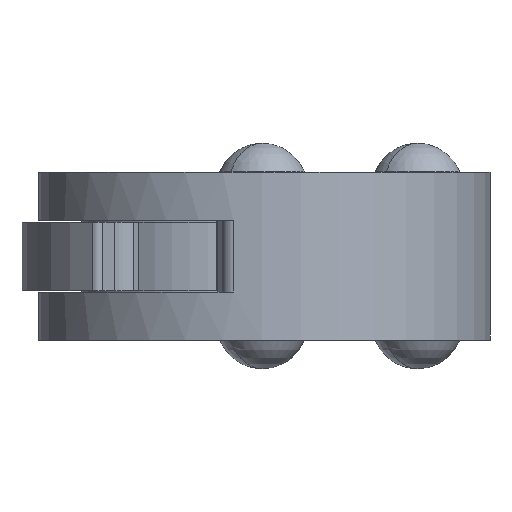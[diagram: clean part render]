
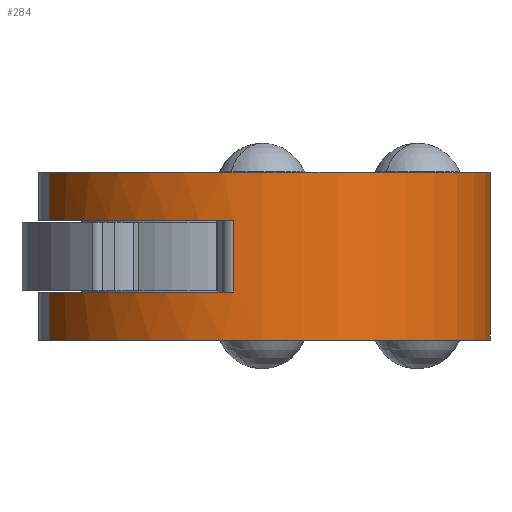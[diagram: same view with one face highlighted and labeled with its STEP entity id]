
A CAD part, left-side view. The second image highlights one B-rep face of the part: STEP entity #284.
In plain terms, the highlighted cylindrical face has radius 9.5 mm (diameter 19 mm), a partial arc.
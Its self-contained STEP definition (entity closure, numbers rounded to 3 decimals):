
#225=AXIS2_PLACEMENT_3D('Cylinder Axis2P3D',#222,#223,#224) ;
#238=AXIS2_PLACEMENT_3D('Circle Axis2P3D',#236,#237,$) ;
#243=AXIS2_PLACEMENT_3D('Circle Axis2P3D',#241,#242,$) ;
#257=AXIS2_PLACEMENT_3D('Circle Axis2P3D',#255,#256,$) ;
#271=AXIS2_PLACEMENT_3D('Circle Axis2P3D',#269,#270,$) ;
#200=CARTESIAN_POINT('Vertex',(6.072,18.36,6.188)) ;
#203=CARTESIAN_POINT('Line Origine',(6.072,18.36,7.188)) ;
#207=CARTESIAN_POINT('Vertex',(6.072,18.36,8.188)) ;
#222=CARTESIAN_POINT('Axis2P3D Location',(9.5,9.5,2.2)) ;
#227=CARTESIAN_POINT('Line Origine',(12.439,0.466,2.2)) ;
#231=CARTESIAN_POINT('Vertex',(12.439,0.466,1.2)) ;
#233=CARTESIAN_POINT('Vertex',(12.439,0.466,8.188)) ;
#236=CARTESIAN_POINT('Axis2P3D Location',(9.5,9.5,8.188)) ;
#241=CARTESIAN_POINT('Axis2P3D Location',(9.5,9.5,6.188)) ;
#245=CARTESIAN_POINT('Vertex',(0.076,10.701,6.188)) ;
#248=CARTESIAN_POINT('Line Origine',(0.076,10.701,2.2)) ;
#252=CARTESIAN_POINT('Vertex',(0.076,10.701,3.2)) ;
#255=CARTESIAN_POINT('Axis2P3D Location',(9.5,9.5,3.2)) ;
#259=CARTESIAN_POINT('Vertex',(6.072,18.36,3.2)) ;
#262=CARTESIAN_POINT('Line Origine',(6.072,18.36,2.2)) ;
#266=CARTESIAN_POINT('Vertex',(6.072,18.36,1.2)) ;
#269=CARTESIAN_POINT('Axis2P3D Location',(9.5,9.5,1.2)) ;
#204=DIRECTION('Vector Direction',(0.,0.,1.)) ;
#223=DIRECTION('Axis2P3D Direction',(0.,0.,1.)) ;
#224=DIRECTION('Axis2P3D XDirection',(-0.361,0.933,-0.)) ;
#228=DIRECTION('Vector Direction',(0.,0.,1.)) ;
#237=DIRECTION('Axis2P3D Direction',(0.,0.,1.)) ;
#242=DIRECTION('Axis2P3D Direction',(0.,0.,1.)) ;
#249=DIRECTION('Vector Direction',(0.,0.,1.)) ;
#256=DIRECTION('Axis2P3D Direction',(0.,0.,1.)) ;
#263=DIRECTION('Vector Direction',(0.,0.,1.)) ;
#270=DIRECTION('Axis2P3D Direction',(0.,0.,1.)) ;
#205=VECTOR('Line Direction',#204,1.) ;
#229=VECTOR('Line Direction',#228,1.) ;
#250=VECTOR('Line Direction',#249,1.) ;
#264=VECTOR('Line Direction',#263,1.) ;
#275=ORIENTED_EDGE('',*,*,#235,.T.) ;
#276=ORIENTED_EDGE('',*,*,#240,.F.) ;
#277=ORIENTED_EDGE('',*,*,#209,.F.) ;
#278=ORIENTED_EDGE('',*,*,#247,.T.) ;
#279=ORIENTED_EDGE('',*,*,#254,.F.) ;
#280=ORIENTED_EDGE('',*,*,#261,.F.) ;
#281=ORIENTED_EDGE('',*,*,#268,.F.) ;
#282=ORIENTED_EDGE('',*,*,#273,.T.) ;
#284=ADVANCED_FACE('SCREWTY M23.1\\Buegel_aussen.1\\Hauptk\X2\00F6\X0\rper',(#283),#226,.T.) ;
#239=CIRCLE('generated circle',#238,9.5) ;
#244=CIRCLE('generated circle',#243,9.5) ;
#258=CIRCLE('generated circle',#257,9.5) ;
#272=CIRCLE('generated circle',#271,9.5) ;
#226=CYLINDRICAL_SURFACE('generated cylinder',#225,9.5) ;
#209=EDGE_CURVE('',#201,#208,#206,.T.) ;
#235=EDGE_CURVE('',#232,#234,#230,.T.) ;
#240=EDGE_CURVE('',#208,#234,#239,.T.) ;
#247=EDGE_CURVE('',#201,#246,#244,.T.) ;
#254=EDGE_CURVE('',#253,#246,#251,.T.) ;
#261=EDGE_CURVE('',#260,#253,#258,.T.) ;
#268=EDGE_CURVE('',#267,#260,#265,.T.) ;
#273=EDGE_CURVE('',#267,#232,#272,.T.) ;
#274=EDGE_LOOP('',(#275,#276,#277,#278,#279,#280,#281,#282)) ;
#283=FACE_OUTER_BOUND('',#274,.T.) ;
#206=LINE('Line',#203,#205) ;
#230=LINE('Line',#227,#229) ;
#251=LINE('Line',#248,#250) ;
#265=LINE('Line',#262,#264) ;
#201=VERTEX_POINT('',#200) ;
#208=VERTEX_POINT('',#207) ;
#232=VERTEX_POINT('',#231) ;
#234=VERTEX_POINT('',#233) ;
#246=VERTEX_POINT('',#245) ;
#253=VERTEX_POINT('',#252) ;
#260=VERTEX_POINT('',#259) ;
#267=VERTEX_POINT('',#266) ;
